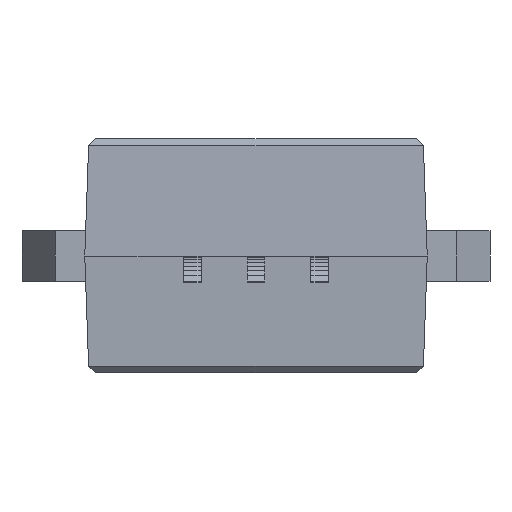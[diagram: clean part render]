
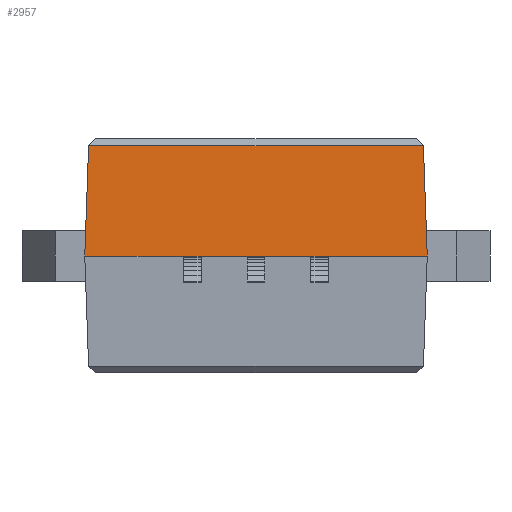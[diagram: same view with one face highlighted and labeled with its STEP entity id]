
A CAD part, front view. The second image highlights one B-rep face of the part: STEP entity #2957.
In plain terms, the highlighted planar face has unit normal (0, 0.999, -0.035).
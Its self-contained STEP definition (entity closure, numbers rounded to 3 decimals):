
#1895 = VERTEX_POINT('',#1896);
#1896 = CARTESIAN_POINT('',(8.645,2.9,7.2)
  );
#1938 = PLANE('',#1939);
#1939 = AXIS2_PLACEMENT_3D('',#1940,#1941,#1942);
#1940 = CARTESIAN_POINT('',(8.9,2.9,6.945)
  );
#1941 = DIRECTION('',(0.,1.,0.));
#1942 = DIRECTION('',(0.,0.,1.));
#2262 = VERTEX_POINT('',#2263);
#2263 = CARTESIAN_POINT('',(9.155,2.9,7.2)
  );
#2642 = EDGE_CURVE('',#1895,#2262,#2643,.T.);
#2643 = SURFACE_CURVE('',#2644,(#2648,#2655),.PCURVE_S1.);
#2644 = LINE('',#2645,#2646);
#2645 = CARTESIAN_POINT('',(1.878,2.9,7.2)
  );
#2646 = VECTOR('',#2647,1.);
#2647 = DIRECTION('',(1.,0.,0.));
#2648 = PCURVE('',#1938,#2649);
#2649 = DEFINITIONAL_REPRESENTATION('',(#2650),#2654);
#2650 = LINE('',#2651,#2652);
#2651 = CARTESIAN_POINT('',(0.255,-7.022));
#2652 = VECTOR('',#2653,1.);
#2653 = DIRECTION('',(0.,1.));
#2654 = ( GEOMETRIC_REPRESENTATION_CONTEXT(2) 
PARAMETRIC_REPRESENTATION_CONTEXT() REPRESENTATION_CONTEXT('2D SPACE',''
  ) );
#2655 = PCURVE('',#2656,#2661);
#2656 = PLANE('',#2657);
#2657 = AXIS2_PLACEMENT_3D('',#2658,#2659,#2660);
#2658 = CARTESIAN_POINT('',(7.,2.957,8.836)
  );
#2659 = DIRECTION('',(0.,0.999,
    -0.035));
#2660 = DIRECTION('',(0.,0.035,0.999));
#2661 = DEFINITIONAL_REPRESENTATION('',(#2662),#2666);
#2662 = LINE('',#2663,#2664);
#2663 = CARTESIAN_POINT('',(-1.637,-5.122));
#2664 = VECTOR('',#2665,1.);
#2665 = DIRECTION('',(0.,1.));
#2666 = ( GEOMETRIC_REPRESENTATION_CONTEXT(2) 
PARAMETRIC_REPRESENTATION_CONTEXT() REPRESENTATION_CONTEXT('2D SPACE',''
  ) );
#2688 = PLANE('',#2689);
#2689 = AXIS2_PLACEMENT_3D('',#2690,#2691,#2692);
#2690 = CARTESIAN_POINT('',(7.,2.957,5.568)
  );
#2691 = DIRECTION('',(0.,0.999,
    0.035));
#2692 = DIRECTION('',(0.,-0.035,0.999));
#2957 = ADVANCED_FACE('',(#2958),#2656,.T.);
#2958 = FACE_BOUND('',#2959,.T.);
#2959 = EDGE_LOOP('',(#2960,#2990,#3018,#3039,#3040,#3063,#3091,#3114));
#2960 = ORIENTED_EDGE('',*,*,#2961,.F.);
#2961 = EDGE_CURVE('',#2962,#2964,#2966,.T.);
#2962 = VERTEX_POINT('',#2963);
#2963 = CARTESIAN_POINT('',(12.007,3.015,
    10.5));
#2964 = VERTEX_POINT('',#2965);
#2965 = CARTESIAN_POINT('',(1.993,3.015,
    10.5));
#2966 = SURFACE_CURVE('',#2967,(#2971,#2978),.PCURVE_S1.);
#2967 = LINE('',#2968,#2969);
#2968 = CARTESIAN_POINT('',(12.007,3.015,
    10.5));
#2969 = VECTOR('',#2970,1.);
#2970 = DIRECTION('',(-1.,0.,0.));
#2971 = PCURVE('',#2656,#2972);
#2972 = DEFINITIONAL_REPRESENTATION('',(#2973),#2977);
#2973 = LINE('',#2974,#2975);
#2974 = CARTESIAN_POINT('',(1.665,5.007));
#2975 = VECTOR('',#2976,1.);
#2976 = DIRECTION('',(0.,-1.));
#2977 = ( GEOMETRIC_REPRESENTATION_CONTEXT(2) 
PARAMETRIC_REPRESENTATION_CONTEXT() REPRESENTATION_CONTEXT('2D SPACE',''
  ) );
#2978 = PCURVE('',#2979,#2984);
#2979 = PLANE('',#2980);
#2980 = AXIS2_PLACEMENT_3D('',#2981,#2982,#2983);
#2981 = CARTESIAN_POINT('',(7.,3.12,
    10.598));
#2982 = DIRECTION('',(0.,0.682,-0.731)
  );
#2983 = DIRECTION('',(0.,-0.731,-0.682)
  );
#2984 = DEFINITIONAL_REPRESENTATION('',(#2985),#2989);
#2985 = LINE('',#2986,#2987);
#2986 = CARTESIAN_POINT('',(0.143,-5.007));
#2987 = VECTOR('',#2988,1.);
#2988 = DIRECTION('',(0.,1.));
#2989 = ( GEOMETRIC_REPRESENTATION_CONTEXT(2) 
PARAMETRIC_REPRESENTATION_CONTEXT() REPRESENTATION_CONTEXT('2D SPACE',''
  ) );
#2990 = ORIENTED_EDGE('',*,*,#2991,.F.);
#2991 = EDGE_CURVE('',#2992,#2962,#2994,.T.);
#2992 = VERTEX_POINT('',#2993);
#2993 = CARTESIAN_POINT('',(12.122,2.9,7.2
    ));
#2994 = SURFACE_CURVE('',#2995,(#2999,#3006),.PCURVE_S1.);
#2995 = LINE('',#2996,#2997);
#2996 = CARTESIAN_POINT('',(12.122,2.9,7.2
    ));
#2997 = VECTOR('',#2998,1.);
#2998 = DIRECTION('',(-0.035,0.035,
    0.999));
#2999 = PCURVE('',#2656,#3000);
#3000 = DEFINITIONAL_REPRESENTATION('',(#3001),#3005);
#3001 = LINE('',#3002,#3003);
#3002 = CARTESIAN_POINT('',(-1.637,5.122));
#3003 = VECTOR('',#3004,1.);
#3004 = DIRECTION('',(0.999,-0.035));
#3005 = ( GEOMETRIC_REPRESENTATION_CONTEXT(2) 
PARAMETRIC_REPRESENTATION_CONTEXT() REPRESENTATION_CONTEXT('2D SPACE',''
  ) );
#3006 = PCURVE('',#3007,#3012);
#3007 = PLANE('',#3008);
#3008 = AXIS2_PLACEMENT_3D('',#3009,#3010,#3011);
#3009 = CARTESIAN_POINT('',(12.065,9.522,
    8.838));
#3010 = DIRECTION('',(-0.999,0.,
    -0.035));
#3011 = DIRECTION('',(0.035,0.,-0.999));
#3012 = DEFINITIONAL_REPRESENTATION('',(#3013),#3017);
#3013 = LINE('',#3014,#3015);
#3014 = CARTESIAN_POINT('',(1.639,6.622));
#3015 = VECTOR('',#3016,1.);
#3016 = DIRECTION('',(-0.999,-0.035));
#3017 = ( GEOMETRIC_REPRESENTATION_CONTEXT(2) 
PARAMETRIC_REPRESENTATION_CONTEXT() REPRESENTATION_CONTEXT('2D SPACE',''
  ) );
#3018 = ORIENTED_EDGE('',*,*,#3019,.F.);
#3019 = EDGE_CURVE('',#2262,#2992,#3020,.T.);
#3020 = SURFACE_CURVE('',#3021,(#3025,#3032),.PCURVE_S1.);
#3021 = LINE('',#3022,#3023);
#3022 = CARTESIAN_POINT('',(1.878,2.9,7.2)
  );
#3023 = VECTOR('',#3024,1.);
#3024 = DIRECTION('',(1.,0.,0.));
#3025 = PCURVE('',#2656,#3026);
#3026 = DEFINITIONAL_REPRESENTATION('',(#3027),#3031);
#3027 = LINE('',#3028,#3029);
#3028 = CARTESIAN_POINT('',(-1.637,-5.122));
#3029 = VECTOR('',#3030,1.);
#3030 = DIRECTION('',(0.,1.));
#3031 = ( GEOMETRIC_REPRESENTATION_CONTEXT(2) 
PARAMETRIC_REPRESENTATION_CONTEXT() REPRESENTATION_CONTEXT('2D SPACE',''
  ) );
#3032 = PCURVE('',#2688,#3033);
#3033 = DEFINITIONAL_REPRESENTATION('',(#3034),#3038);
#3034 = LINE('',#3035,#3036);
#3035 = CARTESIAN_POINT('',(1.633,-5.122));
#3036 = VECTOR('',#3037,1.);
#3037 = DIRECTION('',(0.,1.));
#3038 = ( GEOMETRIC_REPRESENTATION_CONTEXT(2) 
PARAMETRIC_REPRESENTATION_CONTEXT() REPRESENTATION_CONTEXT('2D SPACE',''
  ) );
#3039 = ORIENTED_EDGE('',*,*,#2642,.F.);
#3040 = ORIENTED_EDGE('',*,*,#3041,.F.);
#3041 = EDGE_CURVE('',#3042,#1895,#3044,.T.);
#3042 = VERTEX_POINT('',#3043);
#3043 = CARTESIAN_POINT('',(7.255,2.9,7.2)
  );
#3044 = SURFACE_CURVE('',#3045,(#3049,#3056),.PCURVE_S1.);
#3045 = LINE('',#3046,#3047);
#3046 = CARTESIAN_POINT('',(1.878,2.9,7.2)
  );
#3047 = VECTOR('',#3048,1.);
#3048 = DIRECTION('',(1.,0.,0.));
#3049 = PCURVE('',#2656,#3050);
#3050 = DEFINITIONAL_REPRESENTATION('',(#3051),#3055);
#3051 = LINE('',#3052,#3053);
#3052 = CARTESIAN_POINT('',(-1.637,-5.122));
#3053 = VECTOR('',#3054,1.);
#3054 = DIRECTION('',(0.,1.));
#3055 = ( GEOMETRIC_REPRESENTATION_CONTEXT(2) 
PARAMETRIC_REPRESENTATION_CONTEXT() REPRESENTATION_CONTEXT('2D SPACE',''
  ) );
#3056 = PCURVE('',#2688,#3057);
#3057 = DEFINITIONAL_REPRESENTATION('',(#3058),#3062);
#3058 = LINE('',#3059,#3060);
#3059 = CARTESIAN_POINT('',(1.633,-5.122));
#3060 = VECTOR('',#3061,1.);
#3061 = DIRECTION('',(0.,1.));
#3062 = ( GEOMETRIC_REPRESENTATION_CONTEXT(2) 
PARAMETRIC_REPRESENTATION_CONTEXT() REPRESENTATION_CONTEXT('2D SPACE',''
  ) );
#3063 = ORIENTED_EDGE('',*,*,#3064,.F.);
#3064 = EDGE_CURVE('',#3065,#3042,#3067,.T.);
#3065 = VERTEX_POINT('',#3066);
#3066 = CARTESIAN_POINT('',(6.745,2.9,7.2)
  );
#3067 = SURFACE_CURVE('',#3068,(#3072,#3079),.PCURVE_S1.);
#3068 = LINE('',#3069,#3070);
#3069 = CARTESIAN_POINT('',(1.878,2.9,7.2)
  );
#3070 = VECTOR('',#3071,1.);
#3071 = DIRECTION('',(1.,0.,0.));
#3072 = PCURVE('',#2656,#3073);
#3073 = DEFINITIONAL_REPRESENTATION('',(#3074),#3078);
#3074 = LINE('',#3075,#3076);
#3075 = CARTESIAN_POINT('',(-1.637,-5.122));
#3076 = VECTOR('',#3077,1.);
#3077 = DIRECTION('',(0.,1.));
#3078 = ( GEOMETRIC_REPRESENTATION_CONTEXT(2) 
PARAMETRIC_REPRESENTATION_CONTEXT() REPRESENTATION_CONTEXT('2D SPACE',''
  ) );
#3079 = PCURVE('',#3080,#3085);
#3080 = PLANE('',#3081);
#3081 = AXIS2_PLACEMENT_3D('',#3082,#3083,#3084);
#3082 = CARTESIAN_POINT('',(7.,2.2,7.2
    ));
#3083 = DIRECTION('',(-0.,-0.,-1.));
#3084 = DIRECTION('',(-1.,0.,0.));
#3085 = DEFINITIONAL_REPRESENTATION('',(#3086),#3090);
#3086 = LINE('',#3087,#3088);
#3087 = CARTESIAN_POINT('',(5.122,0.7));
#3088 = VECTOR('',#3089,1.);
#3089 = DIRECTION('',(-1.,0.));
#3090 = ( GEOMETRIC_REPRESENTATION_CONTEXT(2) 
PARAMETRIC_REPRESENTATION_CONTEXT() REPRESENTATION_CONTEXT('2D SPACE',''
  ) );
#3091 = ORIENTED_EDGE('',*,*,#3092,.F.);
#3092 = EDGE_CURVE('',#3093,#3065,#3095,.T.);
#3093 = VERTEX_POINT('',#3094);
#3094 = CARTESIAN_POINT('',(1.878,2.9,7.2)
  );
#3095 = SURFACE_CURVE('',#3096,(#3100,#3107),.PCURVE_S1.);
#3096 = LINE('',#3097,#3098);
#3097 = CARTESIAN_POINT('',(1.878,2.9,7.2)
  );
#3098 = VECTOR('',#3099,1.);
#3099 = DIRECTION('',(1.,0.,0.));
#3100 = PCURVE('',#2656,#3101);
#3101 = DEFINITIONAL_REPRESENTATION('',(#3102),#3106);
#3102 = LINE('',#3103,#3104);
#3103 = CARTESIAN_POINT('',(-1.637,-5.122));
#3104 = VECTOR('',#3105,1.);
#3105 = DIRECTION('',(0.,1.));
#3106 = ( GEOMETRIC_REPRESENTATION_CONTEXT(2) 
PARAMETRIC_REPRESENTATION_CONTEXT() REPRESENTATION_CONTEXT('2D SPACE',''
  ) );
#3107 = PCURVE('',#2688,#3108);
#3108 = DEFINITIONAL_REPRESENTATION('',(#3109),#3113);
#3109 = LINE('',#3110,#3111);
#3110 = CARTESIAN_POINT('',(1.633,-5.122));
#3111 = VECTOR('',#3112,1.);
#3112 = DIRECTION('',(0.,1.));
#3113 = ( GEOMETRIC_REPRESENTATION_CONTEXT(2) 
PARAMETRIC_REPRESENTATION_CONTEXT() REPRESENTATION_CONTEXT('2D SPACE',''
  ) );
#3114 = ORIENTED_EDGE('',*,*,#3115,.T.);
#3115 = EDGE_CURVE('',#3093,#2964,#3116,.T.);
#3116 = SURFACE_CURVE('',#3117,(#3121,#3128),.PCURVE_S1.);
#3117 = LINE('',#3118,#3119);
#3118 = CARTESIAN_POINT('',(1.878,2.9,7.2)
  );
#3119 = VECTOR('',#3120,1.);
#3120 = DIRECTION('',(0.035,0.035,
    0.999));
#3121 = PCURVE('',#2656,#3122);
#3122 = DEFINITIONAL_REPRESENTATION('',(#3123),#3127);
#3123 = LINE('',#3124,#3125);
#3124 = CARTESIAN_POINT('',(-1.637,-5.122));
#3125 = VECTOR('',#3126,1.);
#3126 = DIRECTION('',(0.999,0.035));
#3127 = ( GEOMETRIC_REPRESENTATION_CONTEXT(2) 
PARAMETRIC_REPRESENTATION_CONTEXT() REPRESENTATION_CONTEXT('2D SPACE',''
  ) );
#3128 = PCURVE('',#3129,#3134);
#3129 = PLANE('',#3130);
#3130 = AXIS2_PLACEMENT_3D('',#3131,#3132,#3133);
#3131 = CARTESIAN_POINT('',(1.935,9.522,8.838)
  );
#3132 = DIRECTION('',(0.999,0.,
    -0.035));
#3133 = DIRECTION('',(0.035,0.,0.999));
#3134 = DEFINITIONAL_REPRESENTATION('',(#3135),#3139);
#3135 = LINE('',#3136,#3137);
#3136 = CARTESIAN_POINT('',(-1.639,6.622));
#3137 = VECTOR('',#3138,1.);
#3138 = DIRECTION('',(0.999,-0.035));
#3139 = ( GEOMETRIC_REPRESENTATION_CONTEXT(2) 
PARAMETRIC_REPRESENTATION_CONTEXT() REPRESENTATION_CONTEXT('2D SPACE',''
  ) );
